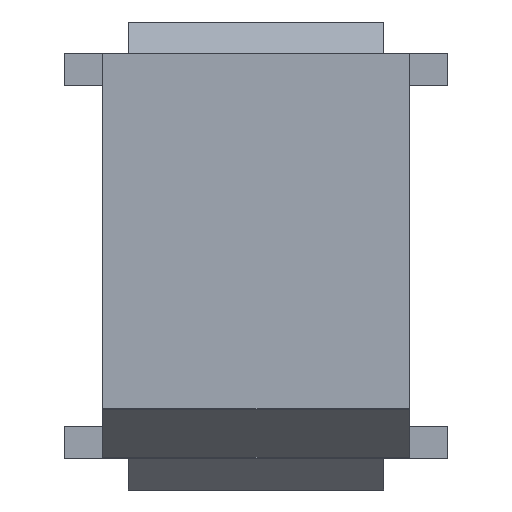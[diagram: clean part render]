
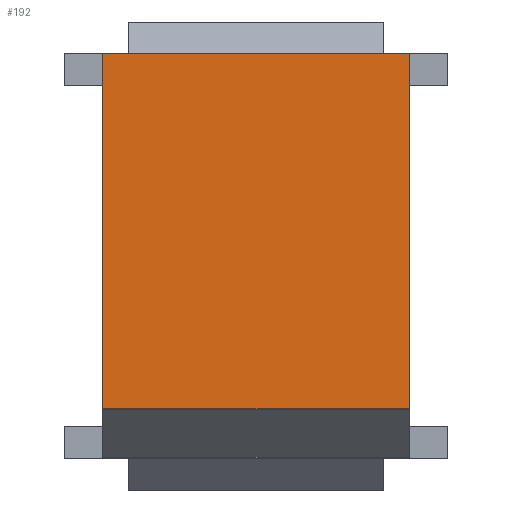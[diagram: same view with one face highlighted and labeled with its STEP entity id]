
A CAD part, top view. The second image highlights one B-rep face of the part: STEP entity #192.
In plain terms, the highlighted planar face has unit normal (0, 0, 1).
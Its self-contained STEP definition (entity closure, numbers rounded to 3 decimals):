
#63 = VERTEX_POINT('',#64);
#64 = CARTESIAN_POINT('',(0.,0.,2.));
#79 = VERTEX_POINT('',#80);
#80 = CARTESIAN_POINT('',(0.,16.7,2.));
#86 = EDGE_CURVE('',#63,#79,#87,.T.);
#87 = LINE('',#88,#89);
#88 = CARTESIAN_POINT('',(0.,0.,2.));
#89 = VECTOR('',#90,1.);
#90 = DIRECTION('',(-0.,1.,0.));
#103 = VERTEX_POINT('',#104);
#104 = CARTESIAN_POINT('',(14.4,0.,2.));
#119 = VERTEX_POINT('',#120);
#120 = CARTESIAN_POINT('',(14.4,16.7,2.));
#126 = EDGE_CURVE('',#103,#119,#127,.T.);
#127 = LINE('',#128,#129);
#128 = CARTESIAN_POINT('',(14.4,0.,2.));
#129 = VECTOR('',#130,1.);
#130 = DIRECTION('',(-0.,1.,0.));
#147 = EDGE_CURVE('',#63,#103,#148,.T.);
#148 = LINE('',#149,#150);
#149 = CARTESIAN_POINT('',(0.,0.,2.));
#150 = VECTOR('',#151,1.);
#151 = DIRECTION('',(1.,0.,-0.));
#169 = EDGE_CURVE('',#79,#119,#170,.T.);
#170 = LINE('',#171,#172);
#171 = CARTESIAN_POINT('',(0.,16.7,2.));
#172 = VECTOR('',#173,1.);
#173 = DIRECTION('',(1.,0.,-0.));
#192 = ADVANCED_FACE('',(#193),#199,.T.);
#193 = FACE_BOUND('',#194,.T.);
#194 = EDGE_LOOP('',(#195,#196,#197,#198));
#195 = ORIENTED_EDGE('',*,*,#86,.F.);
#196 = ORIENTED_EDGE('',*,*,#147,.T.);
#197 = ORIENTED_EDGE('',*,*,#126,.T.);
#198 = ORIENTED_EDGE('',*,*,#169,.F.);
#199 = PLANE('',#200);
#200 = AXIS2_PLACEMENT_3D('',#201,#202,#203);
#201 = CARTESIAN_POINT('',(0.,0.,2.));
#202 = DIRECTION('',(0.,0.,1.));
#203 = DIRECTION('',(1.,0.,-0.));
